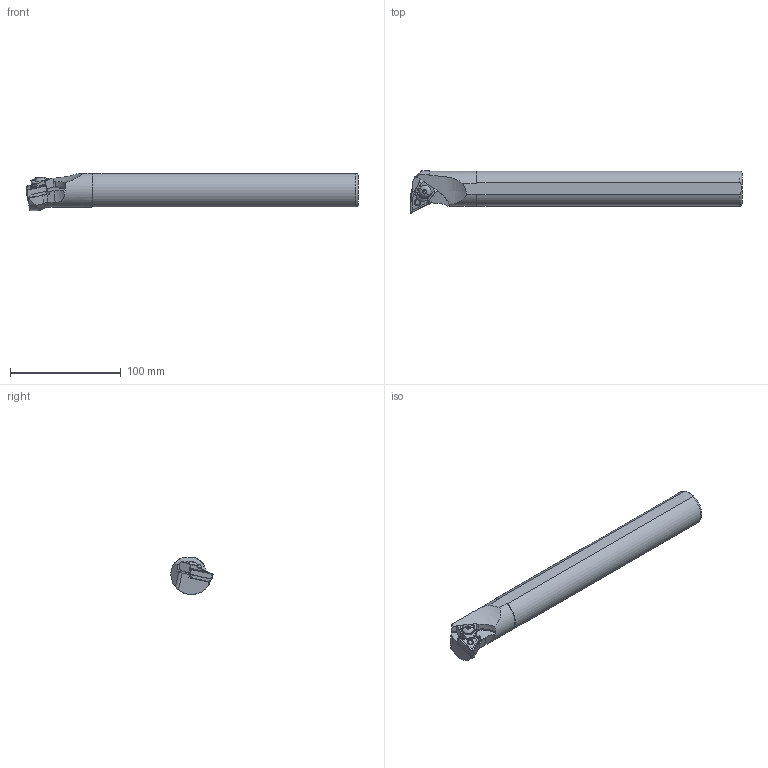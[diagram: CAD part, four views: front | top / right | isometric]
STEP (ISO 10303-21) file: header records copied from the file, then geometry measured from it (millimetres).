
FILE_DESCRIPTION (( 'STEP AP214' ), '1' );
FILE_NAME ('S32T-MTUNR-22-LIGHT.STP', '2023-10-20T07:16:43', ( '' ), ( '' ), 'SwSTEP 2.0', 'SolidWorks 2018', '' );
FILE_SCHEMA (( 'AUTOMOTIVE_DESIGN' ));
Length unit declared in the file: millimetre
Products named in the file (1): S32T-MTUNR-22-LIGHT
Bounding box: 300 x 38.1 x 33.49 mm (x, y, z)
Volume: 227236 mm3; surface area: 33178.3 mm2
Topology: 2 solids, 2 shells, 238 faces, 588 edges, 354 vertices
Faces by surface type: plane 104, cylinder 54, cone 44, torus 22, bspline 12, sphere 2
Entity records: 9882 total; most frequent: CARTESIAN_POINT 3384, ORIENTED_EDGE 1160, DIRECTION 1097, EDGE_CURVE 580, AXIS2_PLACEMENT_3D 398, VERTEX_POINT 354, VECTOR 301, LINE 301
